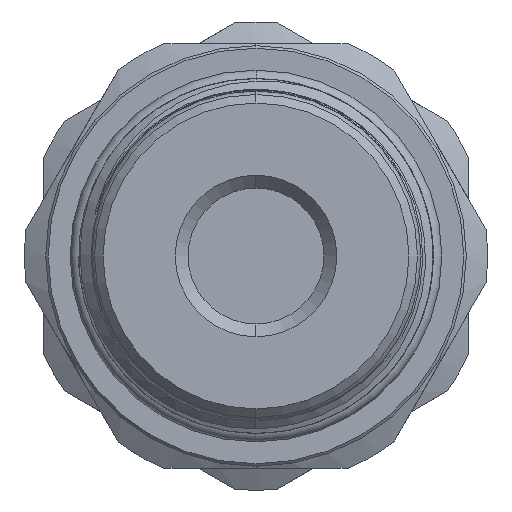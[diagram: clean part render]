
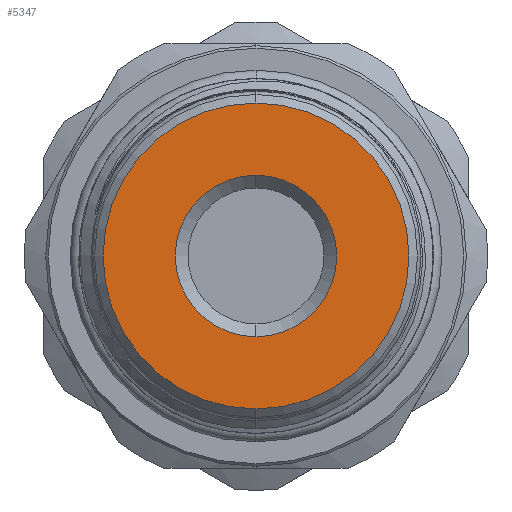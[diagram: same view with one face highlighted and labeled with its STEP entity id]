
A CAD part, left-side view. The second image highlights one B-rep face of the part: STEP entity #5347.
In plain terms, the highlighted planar face has unit normal (-1, 0, 0).
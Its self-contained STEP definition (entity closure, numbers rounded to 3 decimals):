
#1282 = EDGE_LOOP ( 'NONE', ( #6509, #6510 ) ) ;
#1291 = EDGE_LOOP ( 'NONE', ( #6511, #6512 ) ) ;
#3384 = AXIS2_PLACEMENT_3D ( 'NONE', #16303, #16304, #16306 ) ;
#3767 = VERTEX_POINT ( 'NONE', #5166 ) ;
#3846 = VERTEX_POINT ( 'NONE', #5088 ) ;
#3976 = VERTEX_POINT ( 'NONE', #4953 ) ;
#4112 = VERTEX_POINT ( 'NONE', #4819 ) ;
#4570 = FACE_BOUND ( 'NONE', #1291, .T. ) ;
#4572 = FACE_OUTER_BOUND ( 'NONE', #1282, .T. ) ;
#4819 = CARTESIAN_POINT ( 'NONE',  ( 0., 0., 9.5 ) ) ;
#4953 = CARTESIAN_POINT ( 'NONE',  ( 0., 0., -9.5 ) ) ;
#5088 = CARTESIAN_POINT ( 'NONE',  ( 0., 0., -18. ) ) ;
#5166 = CARTESIAN_POINT ( 'NONE',  ( 0., 0., 18. ) ) ;
#5347 = ADVANCED_FACE ( 'NONE', ( #4572, #4570 ), #7455, .F. ) ;
#6509 = ORIENTED_EDGE ( 'NONE', *, *, #21156, .T. ) ;
#6510 = ORIENTED_EDGE ( 'NONE', *, *, #21253, .T. ) ;
#6511 = ORIENTED_EDGE ( 'NONE', *, *, #20890, .F. ) ;
#6512 = ORIENTED_EDGE ( 'NONE', *, *, #20055, .F. ) ;
#7449 = DIRECTION ( 'NONE',  ( 0., 0., -1. ) ) ;
#7450 = DIRECTION ( 'NONE',  ( 1., 0., 0. ) ) ;
#7455 = PLANE ( 'NONE',  #20523 ) ;
#7456 = CARTESIAN_POINT ( 'NONE',  ( 0., 0., 0. ) ) ;
#9321 = CIRCLE ( 'NONE', #3384, 9.5 ) ;
#9562 = CIRCLE ( 'NONE', #10649, 9.5 ) ;
#9748 = CIRCLE ( 'NONE', #11238, 18. ) ;
#9859 = CIRCLE ( 'NONE', #11189, 18. ) ;
#10649 = AXIS2_PLACEMENT_3D ( 'NONE', #17864, #17865, #17866 ) ;
#11189 = AXIS2_PLACEMENT_3D ( 'NONE', #20385, #20387, #20389 ) ;
#11238 = AXIS2_PLACEMENT_3D ( 'NONE', #19544, #19545, #19546 ) ;
#16303 = CARTESIAN_POINT ( 'NONE',  ( 0., 0., 0. ) ) ;
#16304 = DIRECTION ( 'NONE',  ( -1., 0., 0. ) ) ;
#16306 = DIRECTION ( 'NONE',  ( 0., 0., 1. ) ) ;
#17864 = CARTESIAN_POINT ( 'NONE',  ( 0., 0., 0. ) ) ;
#17865 = DIRECTION ( 'NONE',  ( -1., 0., 0. ) ) ;
#17866 = DIRECTION ( 'NONE',  ( 0., 0., 1. ) ) ;
#19544 = CARTESIAN_POINT ( 'NONE',  ( 0., 0., 0. ) ) ;
#19545 = DIRECTION ( 'NONE',  ( -1., 0., 0. ) ) ;
#19546 = DIRECTION ( 'NONE',  ( 0., 0., 1. ) ) ;
#20055 = EDGE_CURVE ( 'NONE', #3976, #4112, #9321, .T. ) ;
#20385 = CARTESIAN_POINT ( 'NONE',  ( 0., 0., 0. ) ) ;
#20387 = DIRECTION ( 'NONE',  ( -1., 0., 0. ) ) ;
#20389 = DIRECTION ( 'NONE',  ( 0., 0., 1. ) ) ;
#20523 = AXIS2_PLACEMENT_3D ( 'NONE', #7456, #7450, #7449 ) ;
#20890 = EDGE_CURVE ( 'NONE', #4112, #3976, #9562, .T. ) ;
#21156 = EDGE_CURVE ( 'NONE', #3846, #3767, #9748, .T. ) ;
#21253 = EDGE_CURVE ( 'NONE', #3767, #3846, #9859, .T. ) ;
